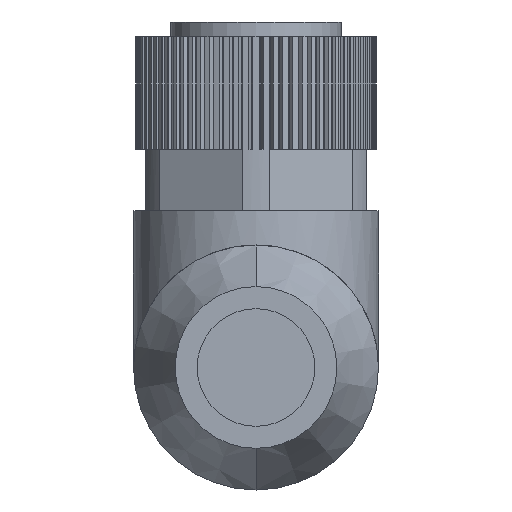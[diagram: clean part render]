
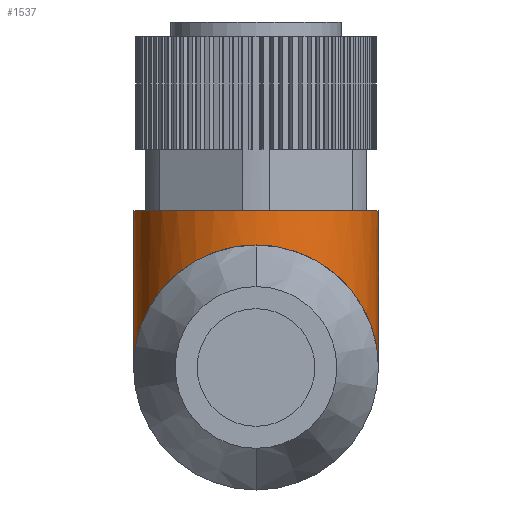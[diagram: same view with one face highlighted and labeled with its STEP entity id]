
A CAD part, front view. The second image highlights one B-rep face of the part: STEP entity #1537.
In plain terms, the highlighted cylindrical face has radius 5 mm (diameter 10 mm), a partial arc.
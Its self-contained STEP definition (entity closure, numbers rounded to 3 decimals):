
#480 = CARTESIAN_POINT ( 'NONE',  ( -5., -2.929, -3.471 ) ) ;
#487 = EDGE_CURVE ( 'NONE', #892, #9489, #9644, .T. ) ;
#872 = DIRECTION ( 'NONE',  ( 0., 0., 1. ) ) ;
#892 = VERTEX_POINT ( 'NONE', #7444 ) ;
#1147 = CARTESIAN_POINT ( 'NONE',  ( 2.929, -5., -1.4 ) ) ;
#1163 = EDGE_LOOP ( 'NONE', ( #5571, #6770, #4578, #6981, #7423 ) ) ;
#1202 = CARTESIAN_POINT ( 'NONE',  ( 0., -5., -1.4 ) ) ;
#1263 = VERTEX_POINT ( 'NONE', #4298 ) ;
#1352 = AXIS2_PLACEMENT_3D ( 'NONE', #6824, #872, #2323 ) ;
#1537 = ADVANCED_FACE ( 'NONE', ( #2015 ), #6743, .T. ) ;
#1708 = CARTESIAN_POINT ( 'NONE',  ( -5., 0., -11.4 ) ) ;
#2015 = FACE_OUTER_BOUND ( 'NONE', #1163, .T. ) ;
#2323 = DIRECTION ( 'NONE',  ( 1., 0., 0. ) ) ;
#2342 = DIRECTION ( 'NONE',  ( 0., 0., 1. ) ) ;
#2675 = AXIS2_PLACEMENT_3D ( 'NONE', #4114, #4785, #4020 ) ;
#2822 = EDGE_CURVE ( 'NONE', #6904, #9489, #9373, .T. ) ;
#3227 = CARTESIAN_POINT ( 'NONE',  ( -5., 0., -6.4 ) ) ;
#3770 = CARTESIAN_POINT ( 'NONE',  ( 5., 0., 0. ) ) ;
#4020 = DIRECTION ( 'NONE',  ( 1., 0., 0. ) ) ;
#4084 = EDGE_CURVE ( 'NONE', #892, #1263, #5766, .T. ) ;
#4114 = CARTESIAN_POINT ( 'NONE',  ( 0., 0., -11.4 ) ) ;
#4298 = CARTESIAN_POINT ( 'NONE',  ( 0., -5., -1.4 ) ) ;
#4512 = VECTOR ( 'NONE', #2342, 1000. ) ;
#4578 = ORIENTED_EDGE ( 'NONE', *, *, #4084, .F. ) ;
#4666 = VERTEX_POINT ( 'NONE', #3227 ) ;
#4785 = DIRECTION ( 'NONE',  ( 0., 0., 1. ) ) ;
#5038 = CARTESIAN_POINT ( 'NONE',  ( 0., -5., -1.4 ) ) ;
#5571 = ORIENTED_EDGE ( 'NONE', *, *, #7397, .F. ) ;
#5766 =( BOUNDED_CURVE ( )  B_SPLINE_CURVE ( 3, ( #7195, #6429, #1147, #1202 ),
 .UNSPECIFIED., .F., .F. ) 
 B_SPLINE_CURVE_WITH_KNOTS ( ( 4, 4 ),
 ( 4.712, 6.283 ),
 .UNSPECIFIED. ) 
 CURVE ( )  GEOMETRIC_REPRESENTATION_ITEM ( )  RATIONAL_B_SPLINE_CURVE ( ( 1., 0.805, 0.805, 1. ) ) 
 REPRESENTATION_ITEM ( '' )  );
#5787 = CARTESIAN_POINT ( 'NONE',  ( -5., 0., -6.4 ) ) ;
#5885 = CARTESIAN_POINT ( 'NONE',  ( -5., 0., 0. ) ) ;
#6429 = CARTESIAN_POINT ( 'NONE',  ( 5., -2.929, -3.471 ) ) ;
#6500 =( BOUNDED_CURVE ( )  B_SPLINE_CURVE ( 3, ( #5038, #8839, #480, #5787 ),
 .UNSPECIFIED., .F., .F. ) 
 B_SPLINE_CURVE_WITH_KNOTS ( ( 4, 4 ),
 ( 0., 1.571 ),
 .UNSPECIFIED. ) 
 CURVE ( )  GEOMETRIC_REPRESENTATION_ITEM ( )  RATIONAL_B_SPLINE_CURVE ( ( 1., 0.805, 0.805, 1. ) ) 
 REPRESENTATION_ITEM ( '' )  );
#6743 = CYLINDRICAL_SURFACE ( 'NONE', #2675, 5. ) ;
#6770 = ORIENTED_EDGE ( 'NONE', *, *, #8133, .F. ) ;
#6824 = CARTESIAN_POINT ( 'NONE',  ( 0., 0., 0. ) ) ;
#6904 = VERTEX_POINT ( 'NONE', #5885 ) ;
#6918 = DIRECTION ( 'NONE',  ( 0., 0., 1. ) ) ;
#6981 = ORIENTED_EDGE ( 'NONE', *, *, #487, .T. ) ;
#7195 = CARTESIAN_POINT ( 'NONE',  ( 5., 0., -6.4 ) ) ;
#7397 = EDGE_CURVE ( 'NONE', #4666, #6904, #8168, .T. ) ;
#7423 = ORIENTED_EDGE ( 'NONE', *, *, #2822, .F. ) ;
#7444 = CARTESIAN_POINT ( 'NONE',  ( 5., 0., -6.4 ) ) ;
#8133 = EDGE_CURVE ( 'NONE', #1263, #4666, #6500, .T. ) ;
#8168 = LINE ( 'NONE', #1708, #4512 ) ;
#8372 = VECTOR ( 'NONE', #6918, 1000. ) ;
#8450 = CARTESIAN_POINT ( 'NONE',  ( 5., 0., -11.4 ) ) ;
#8839 = CARTESIAN_POINT ( 'NONE',  ( -2.929, -5., -1.4 ) ) ;
#9373 = CIRCLE ( 'NONE', #1352, 5. ) ;
#9489 = VERTEX_POINT ( 'NONE', #3770 ) ;
#9644 = LINE ( 'NONE', #8450, #8372 ) ;
